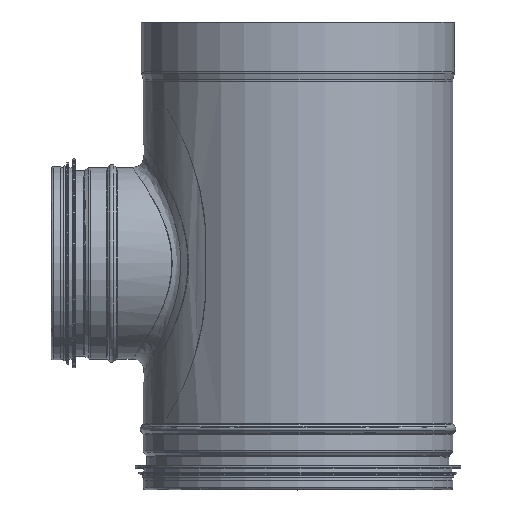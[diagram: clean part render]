
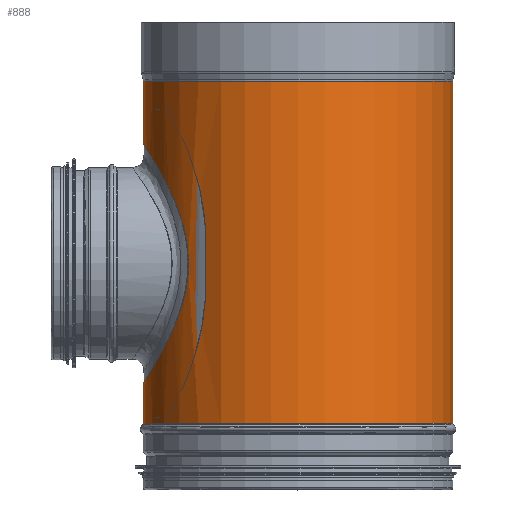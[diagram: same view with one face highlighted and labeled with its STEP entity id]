
A CAD part, top view. The second image highlights one B-rep face of the part: STEP entity #888.
In plain terms, the highlighted cylindrical face has radius 99.475 mm (diameter 198.95 mm), a full revolution.
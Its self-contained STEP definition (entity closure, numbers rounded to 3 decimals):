
#192=CARTESIAN_POINT('',(-70.744,145.0,69.933));
#193=VERTEX_POINT('',#192);
#194=CARTESIAN_POINT('',(-70.744,145.0,69.933));
#195=CARTESIAN_POINT('',(-70.744,140.228,69.933));
#196=CARTESIAN_POINT('',(-71.146,135.343,69.533));
#197=CARTESIAN_POINT('',(-72.72,125.691,67.885));
#198=CARTESIAN_POINT('',(-73.888,120.923,66.637));
#199=CARTESIAN_POINT('',(-76.72,111.792,63.356));
#200=CARTESIAN_POINT('',(-78.382,107.42,61.32));
#201=CARTESIAN_POINT('',(-81.859,99.284,56.595));
#202=CARTESIAN_POINT('',(-83.672,95.52,53.905));
#203=CARTESIAN_POINT('',(-87.165,88.71,48.056));
#204=CARTESIAN_POINT('',(-88.98,85.417,44.665));
#205=CARTESIAN_POINT('',(-92.381,79.509,37.122));
#206=CARTESIAN_POINT('',(-93.966,76.893,32.97));
#207=CARTESIAN_POINT('',(-96.614,72.613,24.13));
#208=CARTESIAN_POINT('',(-97.68,70.946,19.43));
#209=CARTESIAN_POINT('',(-99.111,68.723,9.796));
#210=CARTESIAN_POINT('',(-99.475,68.168,4.861));
#211=CARTESIAN_POINT('',(-99.475,68.168,-4.861));
#212=CARTESIAN_POINT('',(-99.111,68.723,-9.796));
#213=CARTESIAN_POINT('',(-97.68,70.946,-19.43));
#214=CARTESIAN_POINT('',(-96.614,72.613,-24.13));
#215=CARTESIAN_POINT('',(-93.966,76.893,-32.97));
#216=CARTESIAN_POINT('',(-92.381,79.509,-37.122));
#217=CARTESIAN_POINT('',(-88.98,85.417,-44.665));
#218=CARTESIAN_POINT('',(-87.165,88.71,-48.056));
#219=CARTESIAN_POINT('',(-83.672,95.52,-53.905));
#220=CARTESIAN_POINT('',(-81.859,99.284,-56.595));
#221=CARTESIAN_POINT('',(-78.382,107.42,-61.32));
#222=CARTESIAN_POINT('',(-76.72,111.792,-63.356));
#223=CARTESIAN_POINT('',(-73.888,120.923,-66.637));
#224=CARTESIAN_POINT('',(-72.72,125.691,-67.885));
#225=CARTESIAN_POINT('',(-71.146,135.343,-69.533));
#226=CARTESIAN_POINT('',(-70.744,140.228,-69.933));
#227=CARTESIAN_POINT('',(-70.744,149.772,-69.933));
#228=CARTESIAN_POINT('',(-71.146,154.657,-69.533));
#229=CARTESIAN_POINT('',(-72.72,164.309,-67.885));
#230=CARTESIAN_POINT('',(-73.888,169.077,-66.637));
#231=CARTESIAN_POINT('',(-76.72,178.208,-63.356));
#232=CARTESIAN_POINT('',(-78.382,182.58,-61.32));
#233=CARTESIAN_POINT('',(-81.859,190.716,-56.595));
#234=CARTESIAN_POINT('',(-83.672,194.48,-53.905));
#235=CARTESIAN_POINT('',(-87.165,201.29,-48.056));
#236=CARTESIAN_POINT('',(-88.98,204.583,-44.665));
#237=CARTESIAN_POINT('',(-92.381,210.491,-37.122));
#238=CARTESIAN_POINT('',(-93.966,213.107,-32.97));
#239=CARTESIAN_POINT('',(-96.614,217.387,-24.13));
#240=CARTESIAN_POINT('',(-97.68,219.054,-19.43));
#241=CARTESIAN_POINT('',(-99.111,221.277,-9.796));
#242=CARTESIAN_POINT('',(-99.475,221.832,-4.861));
#243=CARTESIAN_POINT('',(-99.475,221.832,4.861));
#244=CARTESIAN_POINT('',(-99.111,221.277,9.796));
#245=CARTESIAN_POINT('',(-97.68,219.054,19.43));
#246=CARTESIAN_POINT('',(-96.614,217.387,24.13));
#247=CARTESIAN_POINT('',(-93.966,213.107,32.97));
#248=CARTESIAN_POINT('',(-92.381,210.491,37.122));
#249=CARTESIAN_POINT('',(-88.98,204.583,44.665));
#250=CARTESIAN_POINT('',(-87.165,201.29,48.056));
#251=CARTESIAN_POINT('',(-83.672,194.48,53.905));
#252=CARTESIAN_POINT('',(-81.859,190.716,56.595));
#253=CARTESIAN_POINT('',(-78.382,182.58,61.32));
#254=CARTESIAN_POINT('',(-76.72,178.208,63.356));
#255=CARTESIAN_POINT('',(-73.888,169.077,66.637));
#256=CARTESIAN_POINT('',(-72.72,164.309,67.885));
#257=CARTESIAN_POINT('',(-71.146,154.657,69.533));
#258=CARTESIAN_POINT('',(-70.744,149.772,69.933));
#259=CARTESIAN_POINT('',(-70.744,145.0,69.933));
#260=B_SPLINE_CURVE_WITH_KNOTS('',3,(#194,#195,#196,#197,#198,#199,#200,#201,#202,#203,#204,#205,#206,#207,#208,#209,#210,#211,#212,#213,#214,#215,#216,#217,#218,#219,#220,#221,#222,#223,#224,#225,#226,#227,#228,#229,#230,#231,#232,#233,#234,#235,#236,#237,#238,#239,#240,#241,#242,#243,#244,#245,#246,#247,#248,#249,#250,#251,#252,#253,#254,#255,#256,#257,#258,#259),.UNSPECIFIED.,.T.,.U.,(4,2,2,2,2,2,2,2,2,2,2,2,2,2,2,2,2,2,2,2,2,2,2,2,2,2,2,2,2,2,2,2,4),(0.0,1.432,2.863,4.295,5.726,7.184,8.643,10.101,11.559,13.017,14.476,15.934,17.392,18.824,20.255,21.687,23.118,24.55,25.982,27.413,28.845,30.303,31.761,33.219,34.678,36.136,37.594,39.052,40.511,41.942,43.374,44.805,46.237),.UNSPECIFIED.);
#261=EDGE_CURVE('',#193,#193,#260,.T.);
#851=CARTESIAN_POINT('',(99.475,42.0,0.0));
#852=VERTEX_POINT('',#851);
#853=CARTESIAN_POINT('',(0.0,42.0,0.0));
#854=DIRECTION('',(0.0,-1.0,0.0));
#855=DIRECTION('',(1.0,0.0,0.0));
#856=AXIS2_PLACEMENT_3D('',#853,#854,#855);
#857=CIRCLE('',#856,99.475);
#858=EDGE_CURVE('',#852,#852,#857,.T.);
#866=CARTESIAN_POINT('',(0.0,152.0,0.0));
#867=DIRECTION('',(0.0,-1.0,0.0));
#868=DIRECTION('',(1.0,0.0,0.0));
#869=AXIS2_PLACEMENT_3D('',#866,#867,#868);
#870=CYLINDRICAL_SURFACE('',#869,99.475);
#871=CARTESIAN_POINT('',(99.475,262.0,0.0));
#872=VERTEX_POINT('',#871);
#873=CARTESIAN_POINT('',(0.0,262.0,0.0));
#874=DIRECTION('',(0.0,-1.0,0.0));
#875=DIRECTION('',(1.0,0.0,0.0));
#876=AXIS2_PLACEMENT_3D('',#873,#874,#875);
#877=CIRCLE('',#876,99.475);
#878=EDGE_CURVE('',#872,#872,#877,.T.);
#879=ORIENTED_EDGE('',*,*,#878,.T.);
#880=EDGE_LOOP('',(#879));
#881=FACE_OUTER_BOUND('',#880,.T.);
#882=ORIENTED_EDGE('',*,*,#261,.T.);
#883=EDGE_LOOP('',(#882));
#884=FACE_BOUND('',#883,.T.);
#885=ORIENTED_EDGE('',*,*,#858,.F.);
#886=EDGE_LOOP('',(#885));
#887=FACE_BOUND('',#886,.T.);
#888=ADVANCED_FACE('',(#881,#884,#887),#870,.T.);
